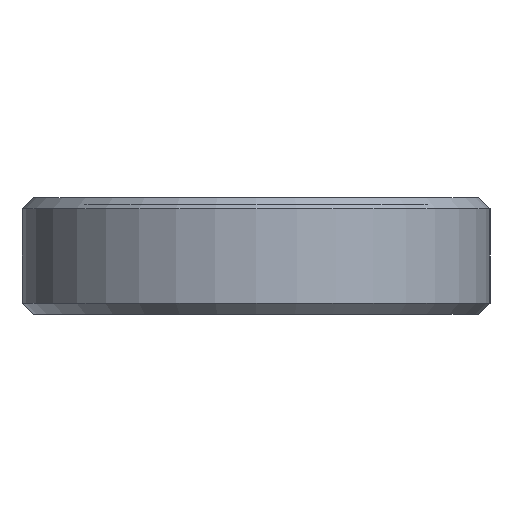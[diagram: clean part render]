
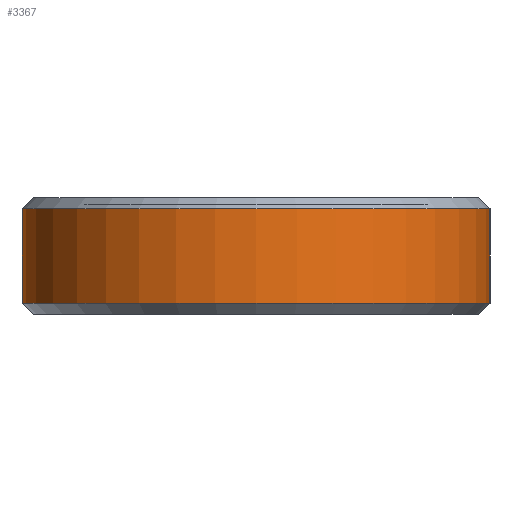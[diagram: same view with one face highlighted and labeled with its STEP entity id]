
A CAD part, left-side view. The second image highlights one B-rep face of the part: STEP entity #3367.
In plain terms, the highlighted cylindrical face has radius 6.25 mm (diameter 12.5 mm), a partial arc.
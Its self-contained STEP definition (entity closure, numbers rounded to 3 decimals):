
#45 = CONICAL_SURFACE('',#46,6.25,0.785);
#46 = AXIS2_PLACEMENT_3D('',#47,#48,#49);
#47 = CARTESIAN_POINT('',(0.,0.,0.3));
#48 = DIRECTION('',(0.,0.,1.));
#49 = DIRECTION('',(0.,1.,0.));
#1229 = VERTEX_POINT('',#1230);
#1230 = CARTESIAN_POINT('',(0.,6.25,0.3));
#1253 = VERTEX_POINT('',#1254);
#1254 = CARTESIAN_POINT('',(0.,-6.25,0.3));
#1275 = EDGE_CURVE('',#1229,#1253,#1276,.T.);
#1276 = SURFACE_CURVE('',#1277,(#1282,#1289),.PCURVE_S1.);
#1277 = CIRCLE('',#1278,6.25);
#1278 = AXIS2_PLACEMENT_3D('',#1279,#1280,#1281);
#1279 = CARTESIAN_POINT('',(0.,0.,0.3));
#1280 = DIRECTION('',(0.,-0.,1.));
#1281 = DIRECTION('',(0.,1.,0.));
#1282 = PCURVE('',#45,#1283);
#1283 = DEFINITIONAL_REPRESENTATION('',(#1284),#1288);
#1284 = LINE('',#1285,#1286);
#1285 = CARTESIAN_POINT('',(0.,0.));
#1286 = VECTOR('',#1287,1.);
#1287 = DIRECTION('',(1.,0.));
#1288 = ( GEOMETRIC_REPRESENTATION_CONTEXT(2) 
PARAMETRIC_REPRESENTATION_CONTEXT() REPRESENTATION_CONTEXT('2D SPACE',''
  ) );
#1289 = PCURVE('',#1290,#1295);
#1290 = CYLINDRICAL_SURFACE('',#1291,6.25);
#1291 = AXIS2_PLACEMENT_3D('',#1292,#1293,#1294);
#1292 = CARTESIAN_POINT('',(0.,0.,0.));
#1293 = DIRECTION('',(-0.,-0.,-1.));
#1294 = DIRECTION('',(1.,0.,0.));
#1295 = DEFINITIONAL_REPRESENTATION('',(#1296),#1300);
#1296 = LINE('',#1297,#1298);
#1297 = CARTESIAN_POINT('',(-1.571,-0.3));
#1298 = VECTOR('',#1299,1.);
#1299 = DIRECTION('',(-1.,0.));
#1300 = ( GEOMETRIC_REPRESENTATION_CONTEXT(2) 
PARAMETRIC_REPRESENTATION_CONTEXT() REPRESENTATION_CONTEXT('2D SPACE',''
  ) );
#1344 = PLANE('',#1345);
#1345 = AXIS2_PLACEMENT_3D('',#1346,#1347,#1348);
#1346 = CARTESIAN_POINT('',(0.,6.25,0.));
#1347 = DIRECTION('',(0.,1.,0.));
#1348 = DIRECTION('',(1.,0.,0.));
#1398 = PLANE('',#1399);
#1399 = AXIS2_PLACEMENT_3D('',#1400,#1401,#1402);
#1400 = CARTESIAN_POINT('',(0.,-6.25,0.));
#1401 = DIRECTION('',(0.,1.,0.));
#1402 = DIRECTION('',(1.,0.,0.));
#3367 = ADVANCED_FACE('',(#3368),#1290,.T.);
#3368 = FACE_BOUND('',#3369,.F.);
#3369 = EDGE_LOOP('',(#3370,#3393,#3422,#3443));
#3370 = ORIENTED_EDGE('',*,*,#3371,.T.);
#3371 = EDGE_CURVE('',#1229,#3372,#3374,.T.);
#3372 = VERTEX_POINT('',#3373);
#3373 = CARTESIAN_POINT('',(0.,6.25,2.825));
#3374 = SURFACE_CURVE('',#3375,(#3379,#3386),.PCURVE_S1.);
#3375 = LINE('',#3376,#3377);
#3376 = CARTESIAN_POINT('',(0.,6.25,0.));
#3377 = VECTOR('',#3378,1.);
#3378 = DIRECTION('',(0.,0.,1.));
#3379 = PCURVE('',#1290,#3380);
#3380 = DEFINITIONAL_REPRESENTATION('',(#3381),#3385);
#3381 = LINE('',#3382,#3383);
#3382 = CARTESIAN_POINT('',(-1.571,0.));
#3383 = VECTOR('',#3384,1.);
#3384 = DIRECTION('',(-0.,-1.));
#3385 = ( GEOMETRIC_REPRESENTATION_CONTEXT(2) 
PARAMETRIC_REPRESENTATION_CONTEXT() REPRESENTATION_CONTEXT('2D SPACE',''
  ) );
#3386 = PCURVE('',#1344,#3387);
#3387 = DEFINITIONAL_REPRESENTATION('',(#3388),#3392);
#3388 = LINE('',#3389,#3390);
#3389 = CARTESIAN_POINT('',(0.,0.));
#3390 = VECTOR('',#3391,1.);
#3391 = DIRECTION('',(0.,-1.));
#3392 = ( GEOMETRIC_REPRESENTATION_CONTEXT(2) 
PARAMETRIC_REPRESENTATION_CONTEXT() REPRESENTATION_CONTEXT('2D SPACE',''
  ) );
#3393 = ORIENTED_EDGE('',*,*,#3394,.T.);
#3394 = EDGE_CURVE('',#3372,#3395,#3397,.T.);
#3395 = VERTEX_POINT('',#3396);
#3396 = CARTESIAN_POINT('',(0.,-6.25,2.825));
#3397 = SURFACE_CURVE('',#3398,(#3403,#3410),.PCURVE_S1.);
#3398 = CIRCLE('',#3399,6.25);
#3399 = AXIS2_PLACEMENT_3D('',#3400,#3401,#3402);
#3400 = CARTESIAN_POINT('',(0.,0.,2.825));
#3401 = DIRECTION('',(0.,-0.,1.));
#3402 = DIRECTION('',(0.,1.,0.));
#3403 = PCURVE('',#1290,#3404);
#3404 = DEFINITIONAL_REPRESENTATION('',(#3405),#3409);
#3405 = LINE('',#3406,#3407);
#3406 = CARTESIAN_POINT('',(-1.571,-2.825));
#3407 = VECTOR('',#3408,1.);
#3408 = DIRECTION('',(-1.,0.));
#3409 = ( GEOMETRIC_REPRESENTATION_CONTEXT(2) 
PARAMETRIC_REPRESENTATION_CONTEXT() REPRESENTATION_CONTEXT('2D SPACE',''
  ) );
#3410 = PCURVE('',#3411,#3416);
#3411 = CONICAL_SURFACE('',#3412,6.25,0.785);
#3412 = AXIS2_PLACEMENT_3D('',#3413,#3414,#3415);
#3413 = CARTESIAN_POINT('',(0.,0.,2.825));
#3414 = DIRECTION('',(-0.,-0.,-1.));
#3415 = DIRECTION('',(0.,1.,0.));
#3416 = DEFINITIONAL_REPRESENTATION('',(#3417),#3421);
#3417 = LINE('',#3418,#3419);
#3418 = CARTESIAN_POINT('',(-0.,-0.));
#3419 = VECTOR('',#3420,1.);
#3420 = DIRECTION('',(-1.,-0.));
#3421 = ( GEOMETRIC_REPRESENTATION_CONTEXT(2) 
PARAMETRIC_REPRESENTATION_CONTEXT() REPRESENTATION_CONTEXT('2D SPACE',''
  ) );
#3422 = ORIENTED_EDGE('',*,*,#3423,.F.);
#3423 = EDGE_CURVE('',#1253,#3395,#3424,.T.);
#3424 = SURFACE_CURVE('',#3425,(#3429,#3436),.PCURVE_S1.);
#3425 = LINE('',#3426,#3427);
#3426 = CARTESIAN_POINT('',(0.,-6.25,0.));
#3427 = VECTOR('',#3428,1.);
#3428 = DIRECTION('',(0.,0.,1.));
#3429 = PCURVE('',#1290,#3430);
#3430 = DEFINITIONAL_REPRESENTATION('',(#3431),#3435);
#3431 = LINE('',#3432,#3433);
#3432 = CARTESIAN_POINT('',(-4.712,0.));
#3433 = VECTOR('',#3434,1.);
#3434 = DIRECTION('',(-0.,-1.));
#3435 = ( GEOMETRIC_REPRESENTATION_CONTEXT(2) 
PARAMETRIC_REPRESENTATION_CONTEXT() REPRESENTATION_CONTEXT('2D SPACE',''
  ) );
#3436 = PCURVE('',#1398,#3437);
#3437 = DEFINITIONAL_REPRESENTATION('',(#3438),#3442);
#3438 = LINE('',#3439,#3440);
#3439 = CARTESIAN_POINT('',(0.,0.));
#3440 = VECTOR('',#3441,1.);
#3441 = DIRECTION('',(0.,-1.));
#3442 = ( GEOMETRIC_REPRESENTATION_CONTEXT(2) 
PARAMETRIC_REPRESENTATION_CONTEXT() REPRESENTATION_CONTEXT('2D SPACE',''
  ) );
#3443 = ORIENTED_EDGE('',*,*,#1275,.F.);
